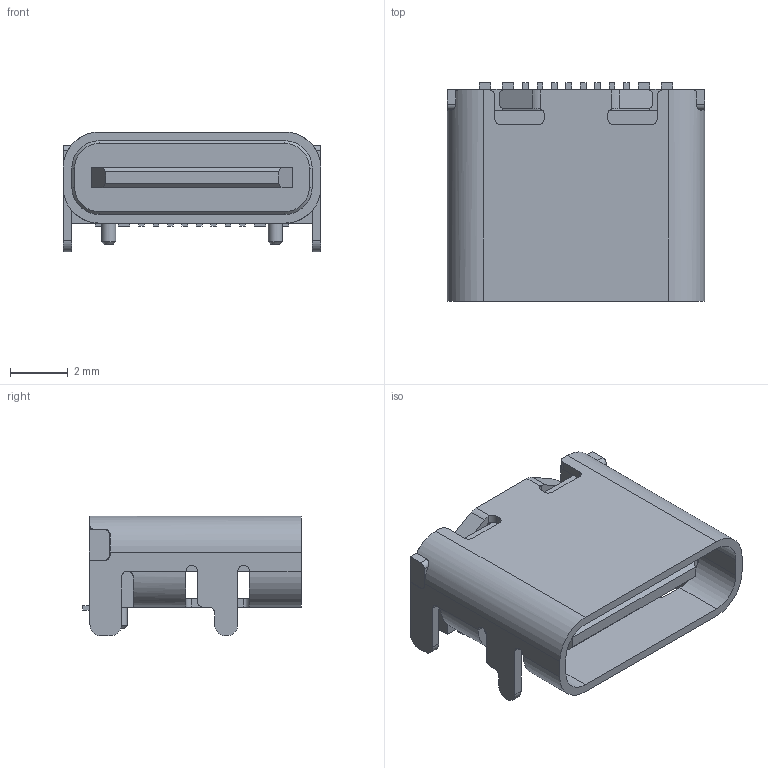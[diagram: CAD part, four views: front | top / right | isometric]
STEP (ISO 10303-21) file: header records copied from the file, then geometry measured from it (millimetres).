
FILE_DESCRIPTION(/* description */ (''),/* implementation_level */ '2;1');
FILE_NAME(/* name */ 'P7H0-USB1-USB-C-SMD_TYPE-C-6PIN-2MD-073.step',/* time_stamp */ '2025-08-05T12:56:57+08:00',/* author */ (''),/* organization */ (''),/* preprocessor_version */ 'ST-DEVELOPER v20.1',/* originating_system */ 'Autodesk Translation Framework v14.10.0.0',/* authorisation */ '');
FILE_SCHEMA (('AUTOMOTIVE_DESIGN { 1 0 10303 214 3 1 1 }'));
Length unit declared in the file: millimetre
Products named in the file (2): P7H0-USB1-USB-C-SMD_TYPE-C-6PIN-2MD-073; COMPOUND
Assembly tree (1 placements, depth 2):
  P7H0-USB1-USB-C-SMD_TYPE-C-6PIN-2MD-073
    COMPOUND
Bounding box: 8.94 x 7.58 x 4.16 mm (x, y, z)
Volume: 115.4 mm3; surface area: 464.9 mm2
Topology: 2 solids, 2 shells, 295 faces, 842 edges, 556 vertices
Faces by surface type: plane 209, cylinder 66, bspline 14, cone 6
Full cylindrical faces by diameter (mm): 0.5 x2
Entity records: 10676 total; most frequent: CARTESIAN_POINT 2652, ORIENTED_EDGE 1684, DIRECTION 1500, EDGE_CURVE 842, LINE 660, VECTOR 660, VERTEX_POINT 556, AXIS2_PLACEMENT_3D 420
